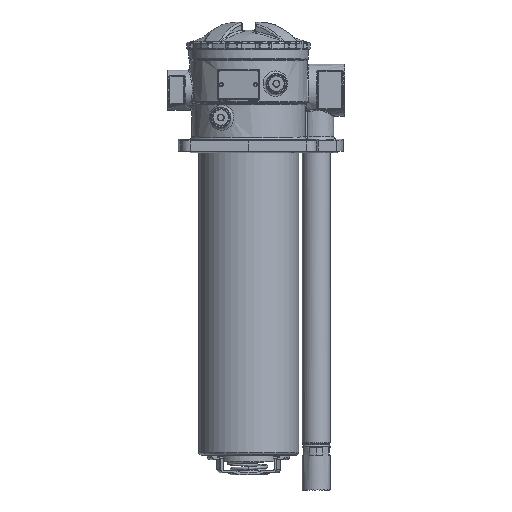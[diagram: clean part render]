
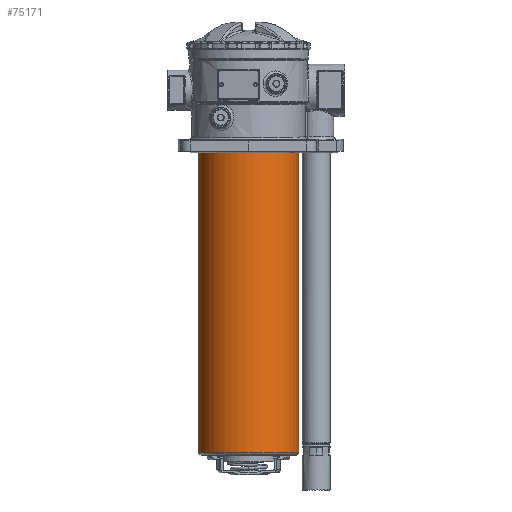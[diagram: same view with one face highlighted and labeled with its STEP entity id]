
A CAD part, left-side view. The second image highlights one B-rep face of the part: STEP entity #75171.
In plain terms, the highlighted free-form (B-spline) face has degree [2, 1] with [7, 2] control points.
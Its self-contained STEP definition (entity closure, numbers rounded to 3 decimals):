
#75099=CARTESIAN_POINT('V164',(0.,-50.25,
   0.));
#75100=VERTEX_POINT('V164',#75099);
#75101=CARTESIAN_POINT('E265',(0.,-50.25,
   0.0));
#75102=CARTESIAN_POINT('E265',(87.036,
   -50.25,0.0));
#75103=CARTESIAN_POINT('E265',(43.518,25.125,
   0.0));
#75104=CARTESIAN_POINT('E265',(0.,100.5,
   0.0));
#75105=CARTESIAN_POINT('E265',(-43.518,
   25.125,0.0));
#75106=CARTESIAN_POINT('E265',(-87.036,
   -50.25,0.0));
#75107=CARTESIAN_POINT('E265',(0.,-50.25,
   0.0));
#75115=(BOUNDED_CURVE()B_SPLINE_CURVE(2,(#75101,#75102,#75103,
   #75104,#75105,#75106,#75107),.CIRCULAR_ARC.,.T.,.U.)
   B_SPLINE_CURVE_WITH_KNOTS((3,2,2,3),(0.0,0.333,
   0.667,1.0),.UNSPECIFIED.)CURVE()
   GEOMETRIC_REPRESENTATION_ITEM()RATIONAL_B_SPLINE_CURVE((1.0,
   0.5,1.0,0.5,1.0,0.5,1.0)
   )REPRESENTATION_ITEM('E265'));
#75116=EDGE_CURVE('E265',#75100,#75100,#75115,.T.);
#75121=CARTESIAN_POINT('F128',(0.0,-50.25,
   4.4));
#75122=CARTESIAN_POINT('F128',(-87.036,
   -50.25,4.4));
#75123=CARTESIAN_POINT('F128',(-43.518,
   25.125,4.4));
#75124=CARTESIAN_POINT('F128',(0.,100.5,
   4.4));
#75125=CARTESIAN_POINT('F128',(43.518,25.125,
   4.4));
#75126=CARTESIAN_POINT('F128',(87.036,
   -50.25,4.4));
#75127=CARTESIAN_POINT('F128',(0.0,-50.25,
   4.4));
#75128=CARTESIAN_POINT('F128',(0.0,-50.25,
   -305.1));
#75129=CARTESIAN_POINT('F128',(-87.036,
   -50.25,-305.1));
#75130=CARTESIAN_POINT('F128',(-43.518,
   25.125,-305.1));
#75131=CARTESIAN_POINT('F128',(0.,100.5,
   -305.1));
#75132=CARTESIAN_POINT('F128',(43.518,25.125,
   -305.1));
#75133=CARTESIAN_POINT('F128',(87.036,
   -50.25,-305.1));
#75134=CARTESIAN_POINT('F128',(0.0,-50.25,
   -305.1));
#75142=(BOUNDED_SURFACE()B_SPLINE_SURFACE(2,1,((#75121,#75128),(
   #75122,#75129),(#75123,#75130),(#75124,#75131),(#75125,
   #75132),(#75126,#75133),(#75127,#75134)),.CYLINDRICAL_SURF.,
   .T.,.F.,.U.)B_SPLINE_SURFACE_WITH_KNOTS((3,2,2,3),(2,2),(0.0,
   0.562,1.125,1.687),(0.0,1.0),
   .UNSPECIFIED.)GEOMETRIC_REPRESENTATION_ITEM()
   RATIONAL_B_SPLINE_SURFACE(((1.0,1.0),(0.5,
   0.5),(1.0,1.0),(0.5,
   0.5),(1.0,1.0),(0.5,
   0.5),(1.0,1.0)))REPRESENTATION_ITEM('F128')
   SURFACE());
#75143=ORIENTED_EDGE('F129',*,*,#75116,.F.);
#75144=CARTESIAN_POINT('V165',(0.0,-50.25,
   -302.6));
#75145=VERTEX_POINT('V165',#75144);
#75146=CARTESIAN_POINT('E266',(0.0,-50.25,
   -302.6));
#75147=CARTESIAN_POINT('E266',(0.0,-50.25,0.)
   );
#75148=B_SPLINE_CURVE_WITH_KNOTS('E266',1,(#75146,#75147),
   .POLYLINE_FORM.,.F.,.U.,(2,2),(0.008,
   0.986),.UNSPECIFIED.);
#75149=EDGE_CURVE('E266',#75145,#75100,#75148,.T.);
#75150=ORIENTED_EDGE('E266',*,*,#75149,.F.);
#75151=CARTESIAN_POINT('E267',(0.,-50.25,
   -302.6));
#75152=CARTESIAN_POINT('E267',(87.036,
   -50.25,-302.6));
#75153=CARTESIAN_POINT('E267',(43.518,25.125,
   -302.6));
#75154=CARTESIAN_POINT('E267',(0.,100.5,
   -302.6));
#75155=CARTESIAN_POINT('E267',(-43.518,
   25.125,-302.6));
#75156=CARTESIAN_POINT('E267',(-87.036,
   -50.25,-302.6));
#75157=CARTESIAN_POINT('E267',(0.,-50.25,
   -302.6));
#75165=(BOUNDED_CURVE()B_SPLINE_CURVE(2,(#75151,#75152,#75153,
   #75154,#75155,#75156,#75157),.CIRCULAR_ARC.,.T.,.U.)
   B_SPLINE_CURVE_WITH_KNOTS((3,2,2,3),(2.0,27.467,
   52.933,78.4),.UNSPECIFIED.)CURVE()
   GEOMETRIC_REPRESENTATION_ITEM()RATIONAL_B_SPLINE_CURVE((1.0,
   0.5,1.0,0.5,1.0,0.5,1.0)
   )REPRESENTATION_ITEM('E267'));
#75166=EDGE_CURVE('E267',#75145,#75145,#75165,.T.);
#75167=ORIENTED_EDGE('E267',*,*,#75166,.T.);
#75168=ORIENTED_EDGE('E266',*,*,#75149,.T.);
#75169=EDGE_LOOP('F128',(#75143,#75150,#75167,#75168));
#75170=FACE_OUTER_BOUND('F128',#75169,.T.);
#75171=ADVANCED_FACE('F128',(#75170),#75142,.T.);
